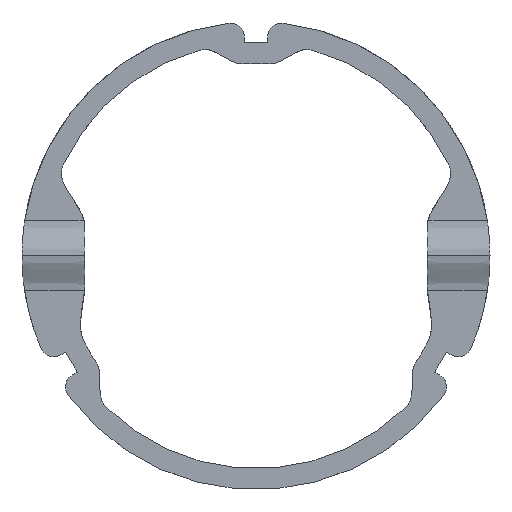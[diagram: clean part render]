
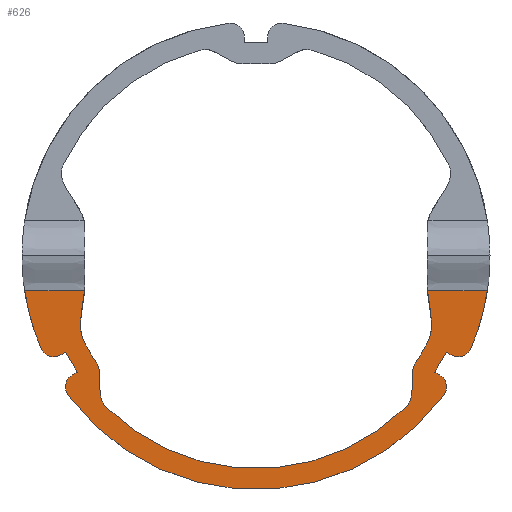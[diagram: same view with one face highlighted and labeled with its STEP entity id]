
A CAD part, top view. The second image highlights one B-rep face of the part: STEP entity #626.
In plain terms, the highlighted planar face has unit normal (0, 0, 1).
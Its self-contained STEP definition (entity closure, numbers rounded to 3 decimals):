
#135=CARTESIAN_POINT('Vertex',(-33.125,-5.,1.)) ;
#140=CARTESIAN_POINT('Line Origine',(0.,-5.,1.)) ;
#144=CARTESIAN_POINT('Vertex',(-24.542,-5.,1.)) ;
#422=CARTESIAN_POINT('Axis2P3D Location',(0.,5.,1.)) ;
#427=CARTESIAN_POINT('Axis2P3D Location',(0.,0.,1.)) ;
#431=CARTESIAN_POINT('Vertex',(-30.757,-13.275,1.)) ;
#434=CARTESIAN_POINT('Axis2P3D Location',(-28.921,-12.483,1.)) ;
#438=CARTESIAN_POINT('Vertex',(-27.921,-14.215,1.)) ;
#441=CARTESIAN_POINT('Line Origine',(-27.58,-14.018,1.)) ;
#445=CARTESIAN_POINT('Vertex',(-27.239,-13.821,1.)) ;
#448=CARTESIAN_POINT('Line Origine',(-26.414,-15.25,1.)) ;
#452=CARTESIAN_POINT('Vertex',(-25.589,-16.679,1.)) ;
#455=CARTESIAN_POINT('Line Origine',(-25.93,-16.876,1.)) ;
#459=CARTESIAN_POINT('Vertex',(-26.271,-17.073,1.)) ;
#462=CARTESIAN_POINT('Axis2P3D Location',(-25.271,-18.805,1.)) ;
#466=CARTESIAN_POINT('Vertex',(-26.876,-19.999,1.)) ;
#469=CARTESIAN_POINT('Axis2P3D Location',(0.,0.,1.)) ;
#473=CARTESIAN_POINT('Vertex',(26.876,-19.999,1.)) ;
#476=CARTESIAN_POINT('Axis2P3D Location',(25.271,-18.805,1.)) ;
#480=CARTESIAN_POINT('Vertex',(26.271,-17.073,1.)) ;
#483=CARTESIAN_POINT('Line Origine',(25.93,-16.876,1.)) ;
#487=CARTESIAN_POINT('Vertex',(25.589,-16.679,1.)) ;
#490=CARTESIAN_POINT('Line Origine',(26.414,-15.25,1.)) ;
#494=CARTESIAN_POINT('Vertex',(27.239,-13.821,1.)) ;
#497=CARTESIAN_POINT('Line Origine',(27.58,-14.018,1.)) ;
#501=CARTESIAN_POINT('Vertex',(27.921,-14.215,1.)) ;
#504=CARTESIAN_POINT('Axis2P3D Location',(28.921,-12.483,1.)) ;
#508=CARTESIAN_POINT('Vertex',(30.757,-13.275,1.)) ;
#511=CARTESIAN_POINT('Axis2P3D Location',(0.,0.,1.)) ;
#515=CARTESIAN_POINT('Vertex',(33.125,-5.,1.)) ;
#518=CARTESIAN_POINT('Line Origine',(28.833,-5.,1.)) ;
#522=CARTESIAN_POINT('Vertex',(24.542,-5.,1.)) ;
#526=CARTESIAN_POINT('Control Point',(24.542,-5.,1.)) ;
#527=CARTESIAN_POINT('Control Point',(24.625,-6.013,1.)) ;
#528=CARTESIAN_POINT('Control Point',(24.802,-7.032,1.)) ;
#529=CARTESIAN_POINT('Control Point',(25.029,-8.085,1.)) ;
#530=CARTESIAN_POINT('Control Point',(25.238,-9.576,1.)) ;
#531=CARTESIAN_POINT('Control Point',(25.063,-11.015,1.)) ;
#532=CARTESIAN_POINT('Control Point',(24.96,-11.457,1.)) ;
#533=CARTESIAN_POINT('Control Point',(24.803,-11.885,1.)) ;
#534=CARTESIAN_POINT('Control Point',(24.598,-12.296,1.)) ;
#535=CARTESIAN_POINT('Vertex',(24.598,-12.296,1.)) ;
#538=CARTESIAN_POINT('Axis2P3D Location',(0.,0.,1.)) ;
#542=CARTESIAN_POINT('Vertex',(22.948,-15.154,1.)) ;
#546=CARTESIAN_POINT('Control Point',(21.489,-21.644,1.)) ;
#547=CARTESIAN_POINT('Control Point',(21.677,-21.457,1.)) ;
#548=CARTESIAN_POINT('Control Point',(21.84,-21.251,1.)) ;
#549=CARTESIAN_POINT('Control Point',(21.973,-21.027,1.)) ;
#550=CARTESIAN_POINT('Control Point',(22.337,-20.187,1.)) ;
#551=CARTESIAN_POINT('Control Point',(22.392,-19.216,1.)) ;
#552=CARTESIAN_POINT('Control Point',(22.348,-18.442,1.)) ;
#553=CARTESIAN_POINT('Control Point',(22.299,-17.315,1.)) ;
#554=CARTESIAN_POINT('Control Point',(22.458,-16.239,1.)) ;
#555=CARTESIAN_POINT('Control Point',(22.563,-15.85,1.)) ;
#556=CARTESIAN_POINT('Control Point',(22.728,-15.487,1.)) ;
#557=CARTESIAN_POINT('Control Point',(22.948,-15.154,1.)) ;
#558=CARTESIAN_POINT('Vertex',(21.489,-21.644,1.)) ;
#561=CARTESIAN_POINT('Axis2P3D Location',(0.,0.,1.)) ;
#565=CARTESIAN_POINT('Vertex',(-21.489,-21.644,1.)) ;
#569=CARTESIAN_POINT('Control Point',(-21.489,-21.644,1.)) ;
#570=CARTESIAN_POINT('Control Point',(-21.677,-21.457,1.)) ;
#571=CARTESIAN_POINT('Control Point',(-21.84,-21.251,1.)) ;
#572=CARTESIAN_POINT('Control Point',(-21.973,-21.027,1.)) ;
#573=CARTESIAN_POINT('Control Point',(-22.337,-20.187,1.)) ;
#574=CARTESIAN_POINT('Control Point',(-22.392,-19.216,1.)) ;
#575=CARTESIAN_POINT('Control Point',(-22.348,-18.442,1.)) ;
#576=CARTESIAN_POINT('Control Point',(-22.299,-17.315,1.)) ;
#577=CARTESIAN_POINT('Control Point',(-22.458,-16.239,1.)) ;
#578=CARTESIAN_POINT('Control Point',(-22.563,-15.85,1.)) ;
#579=CARTESIAN_POINT('Control Point',(-22.728,-15.487,1.)) ;
#580=CARTESIAN_POINT('Control Point',(-22.948,-15.154,1.)) ;
#581=CARTESIAN_POINT('Vertex',(-22.948,-15.154,1.)) ;
#584=CARTESIAN_POINT('Axis2P3D Location',(0.,0.,1.)) ;
#588=CARTESIAN_POINT('Vertex',(-24.598,-12.296,1.)) ;
#592=CARTESIAN_POINT('Control Point',(-24.542,-5.,1.)) ;
#593=CARTESIAN_POINT('Control Point',(-24.625,-6.013,1.)) ;
#594=CARTESIAN_POINT('Control Point',(-24.802,-7.032,1.)) ;
#595=CARTESIAN_POINT('Control Point',(-25.029,-8.085,1.)) ;
#596=CARTESIAN_POINT('Control Point',(-25.238,-9.576,1.)) ;
#597=CARTESIAN_POINT('Control Point',(-25.063,-11.015,1.)) ;
#598=CARTESIAN_POINT('Control Point',(-24.96,-11.457,1.)) ;
#599=CARTESIAN_POINT('Control Point',(-24.803,-11.885,1.)) ;
#600=CARTESIAN_POINT('Control Point',(-24.598,-12.296,1.)) ;
#141=DIRECTION('Vector Direction',(1.,0.,0.)) ;
#423=DIRECTION('Axis2P3D Direction',(0.,0.,-1.)) ;
#424=DIRECTION('Axis2P3D XDirection',(0.,1.,0.)) ;
#428=DIRECTION('Axis2P3D Direction',(0.,0.,-1.)) ;
#435=DIRECTION('Axis2P3D Direction',(0.,0.,-1.)) ;
#442=DIRECTION('Vector Direction',(-0.866,-0.5,0.)) ;
#449=DIRECTION('Vector Direction',(-0.5,0.866,0.)) ;
#456=DIRECTION('Vector Direction',(0.866,0.5,0.)) ;
#463=DIRECTION('Axis2P3D Direction',(0.,0.,-1.)) ;
#470=DIRECTION('Axis2P3D Direction',(0.,0.,-1.)) ;
#477=DIRECTION('Axis2P3D Direction',(0.,0.,-1.)) ;
#484=DIRECTION('Vector Direction',(0.866,-0.5,0.)) ;
#491=DIRECTION('Vector Direction',(-0.5,-0.866,0.)) ;
#498=DIRECTION('Vector Direction',(-0.866,0.5,0.)) ;
#505=DIRECTION('Axis2P3D Direction',(0.,0.,-1.)) ;
#512=DIRECTION('Axis2P3D Direction',(0.,0.,-1.)) ;
#519=DIRECTION('Vector Direction',(1.,0.,0.)) ;
#539=DIRECTION('Axis2P3D Direction',(0.,0.,-1.)) ;
#562=DIRECTION('Axis2P3D Direction',(0.,0.,-1.)) ;
#585=DIRECTION('Axis2P3D Direction',(0.,0.,-1.)) ;
#425=AXIS2_PLACEMENT_3D('Plane Axis2P3D',#422,#423,#424) ;
#429=AXIS2_PLACEMENT_3D('Circle Axis2P3D',#427,#428,$) ;
#436=AXIS2_PLACEMENT_3D('Circle Axis2P3D',#434,#435,$) ;
#464=AXIS2_PLACEMENT_3D('Circle Axis2P3D',#462,#463,$) ;
#471=AXIS2_PLACEMENT_3D('Circle Axis2P3D',#469,#470,$) ;
#478=AXIS2_PLACEMENT_3D('Circle Axis2P3D',#476,#477,$) ;
#506=AXIS2_PLACEMENT_3D('Circle Axis2P3D',#504,#505,$) ;
#513=AXIS2_PLACEMENT_3D('Circle Axis2P3D',#511,#512,$) ;
#540=AXIS2_PLACEMENT_3D('Circle Axis2P3D',#538,#539,$) ;
#563=AXIS2_PLACEMENT_3D('Circle Axis2P3D',#561,#562,$) ;
#586=AXIS2_PLACEMENT_3D('Circle Axis2P3D',#584,#585,$) ;
#603=ORIENTED_EDGE('',*,*,#433,.F.) ;
#604=ORIENTED_EDGE('',*,*,#440,.F.) ;
#605=ORIENTED_EDGE('',*,*,#447,.F.) ;
#606=ORIENTED_EDGE('',*,*,#454,.F.) ;
#607=ORIENTED_EDGE('',*,*,#461,.F.) ;
#608=ORIENTED_EDGE('',*,*,#468,.F.) ;
#609=ORIENTED_EDGE('',*,*,#475,.F.) ;
#610=ORIENTED_EDGE('',*,*,#482,.F.) ;
#611=ORIENTED_EDGE('',*,*,#489,.F.) ;
#612=ORIENTED_EDGE('',*,*,#496,.F.) ;
#613=ORIENTED_EDGE('',*,*,#503,.F.) ;
#614=ORIENTED_EDGE('',*,*,#510,.F.) ;
#615=ORIENTED_EDGE('',*,*,#517,.F.) ;
#616=ORIENTED_EDGE('',*,*,#524,.F.) ;
#617=ORIENTED_EDGE('',*,*,#537,.T.) ;
#618=ORIENTED_EDGE('',*,*,#544,.T.) ;
#619=ORIENTED_EDGE('',*,*,#560,.F.) ;
#620=ORIENTED_EDGE('',*,*,#567,.T.) ;
#621=ORIENTED_EDGE('',*,*,#583,.T.) ;
#622=ORIENTED_EDGE('',*,*,#590,.T.) ;
#623=ORIENTED_EDGE('',*,*,#601,.F.) ;
#624=ORIENTED_EDGE('',*,*,#146,.F.) ;
#142=VECTOR('Line Direction',#141,1.) ;
#443=VECTOR('Line Direction',#442,1.) ;
#450=VECTOR('Line Direction',#449,1.) ;
#457=VECTOR('Line Direction',#456,1.) ;
#485=VECTOR('Line Direction',#484,1.) ;
#492=VECTOR('Line Direction',#491,1.) ;
#499=VECTOR('Line Direction',#498,1.) ;
#520=VECTOR('Line Direction',#519,1.) ;
#626=ADVANCED_FACE('',(#625),#426,.F.) ;
#525=B_SPLINE_CURVE_WITH_KNOTS('',5,(#526,#527,#528,#529,#530,#531,#532,#533,#534),.UNSPECIFIED.,.F.,.U.,(6,3,6),(0.,7.111,10.36),.UNSPECIFIED.) ;
#545=B_SPLINE_CURVE_WITH_KNOTS('',5,(#546,#547,#548,#549,#550,#551,#552,#553,#554,#555,#556,#557),.UNSPECIFIED.,.F.,.U.,(6,3,3,6),(0.,1.878,6.608,9.428),.UNSPECIFIED.) ;
#568=B_SPLINE_CURVE_WITH_KNOTS('',5,(#569,#570,#571,#572,#573,#574,#575,#576,#577,#578,#579,#580),.UNSPECIFIED.,.F.,.U.,(6,3,3,6),(0.,1.878,6.608,9.428),.UNSPECIFIED.) ;
#591=B_SPLINE_CURVE_WITH_KNOTS('',5,(#592,#593,#594,#595,#596,#597,#598,#599,#600),.UNSPECIFIED.,.F.,.U.,(6,3,6),(0.,7.111,10.36),.UNSPECIFIED.) ;
#430=CIRCLE('generated circle',#429,33.5) ;
#437=CIRCLE('generated circle',#436,2.) ;
#465=CIRCLE('generated circle',#464,2.) ;
#472=CIRCLE('generated circle',#471,33.5) ;
#479=CIRCLE('generated circle',#478,2.) ;
#507=CIRCLE('generated circle',#506,2.) ;
#514=CIRCLE('generated circle',#513,33.5) ;
#541=CIRCLE('generated circle',#540,27.5) ;
#564=CIRCLE('generated circle',#563,30.5) ;
#587=CIRCLE('generated circle',#586,27.5) ;
#146=EDGE_CURVE('',#136,#145,#143,.T.) ;
#433=EDGE_CURVE('',#432,#136,#430,.T.) ;
#440=EDGE_CURVE('',#439,#432,#437,.T.) ;
#447=EDGE_CURVE('',#446,#439,#444,.T.) ;
#454=EDGE_CURVE('',#453,#446,#451,.T.) ;
#461=EDGE_CURVE('',#460,#453,#458,.T.) ;
#468=EDGE_CURVE('',#467,#460,#465,.T.) ;
#475=EDGE_CURVE('',#474,#467,#472,.T.) ;
#482=EDGE_CURVE('',#481,#474,#479,.T.) ;
#489=EDGE_CURVE('',#488,#481,#486,.T.) ;
#496=EDGE_CURVE('',#495,#488,#493,.T.) ;
#503=EDGE_CURVE('',#502,#495,#500,.T.) ;
#510=EDGE_CURVE('',#509,#502,#507,.T.) ;
#517=EDGE_CURVE('',#516,#509,#514,.T.) ;
#524=EDGE_CURVE('',#523,#516,#521,.T.) ;
#537=EDGE_CURVE('',#523,#536,#525,.T.) ;
#544=EDGE_CURVE('',#536,#543,#541,.T.) ;
#560=EDGE_CURVE('',#559,#543,#545,.T.) ;
#567=EDGE_CURVE('',#559,#566,#564,.T.) ;
#583=EDGE_CURVE('',#566,#582,#568,.T.) ;
#590=EDGE_CURVE('',#582,#589,#587,.T.) ;
#601=EDGE_CURVE('',#145,#589,#591,.T.) ;
#602=EDGE_LOOP('',(#603,#604,#605,#606,#607,#608,#609,#610,#611,#612,#613,#614,#615,#616,#617,#618,#619,#620,#621,#622,#623,#624)) ;
#625=FACE_OUTER_BOUND('',#602,.T.) ;
#143=LINE('Line',#140,#142) ;
#444=LINE('Line',#441,#443) ;
#451=LINE('Line',#448,#450) ;
#458=LINE('Line',#455,#457) ;
#486=LINE('Line',#483,#485) ;
#493=LINE('Line',#490,#492) ;
#500=LINE('Line',#497,#499) ;
#521=LINE('Line',#518,#520) ;
#426=PLANE('Plane',#425) ;
#136=VERTEX_POINT('',#135) ;
#145=VERTEX_POINT('',#144) ;
#432=VERTEX_POINT('',#431) ;
#439=VERTEX_POINT('',#438) ;
#446=VERTEX_POINT('',#445) ;
#453=VERTEX_POINT('',#452) ;
#460=VERTEX_POINT('',#459) ;
#467=VERTEX_POINT('',#466) ;
#474=VERTEX_POINT('',#473) ;
#481=VERTEX_POINT('',#480) ;
#488=VERTEX_POINT('',#487) ;
#495=VERTEX_POINT('',#494) ;
#502=VERTEX_POINT('',#501) ;
#509=VERTEX_POINT('',#508) ;
#516=VERTEX_POINT('',#515) ;
#523=VERTEX_POINT('',#522) ;
#536=VERTEX_POINT('',#535) ;
#543=VERTEX_POINT('',#542) ;
#559=VERTEX_POINT('',#558) ;
#566=VERTEX_POINT('',#565) ;
#582=VERTEX_POINT('',#581) ;
#589=VERTEX_POINT('',#588) ;
